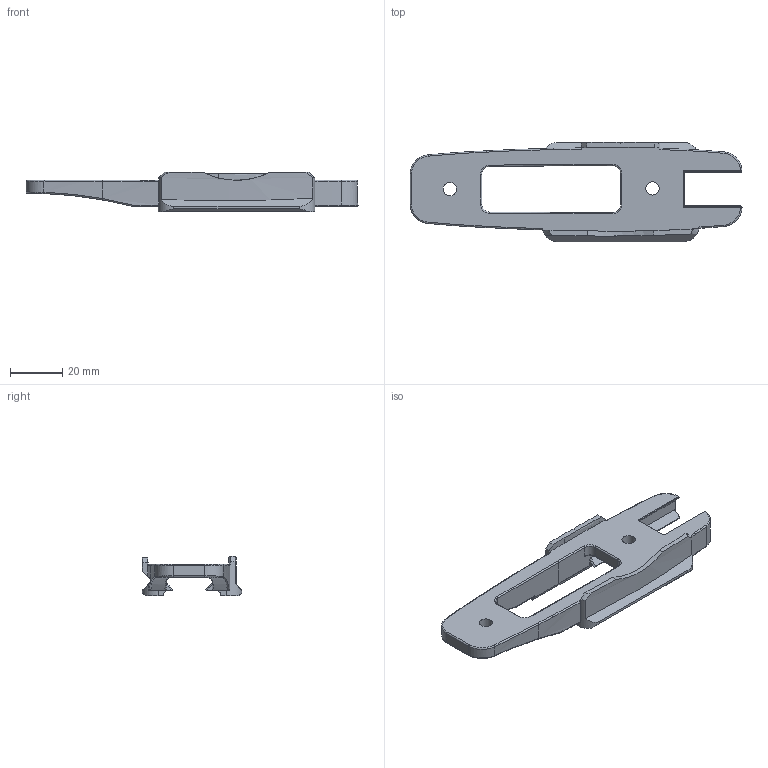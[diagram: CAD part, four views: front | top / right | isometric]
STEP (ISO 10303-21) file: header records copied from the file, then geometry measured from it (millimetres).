
FILE_DESCRIPTION(/* description */ ('PENF_baseBody'),/* implementation_level */ '2;1');
FILE_NAME(/* name */ 'baseMainBracket_PENF',/* time_stamp */ '2023-09-28T12:16:08-04:00',/* author */ ('George'),/* organization */ ('Archive 663'),/* preprocessor_version */ 'ST-DEVELOPER v16.7',/* originating_system */ 'Solid Edge',/* authorisation */ 'Unknown');
FILE_SCHEMA (('AUTOMOTIVE_DESIGN {1 0 10303 214 3 1 1}'));
Length unit declared in the file: millimetre
Products named in the file (2): PENF L-Bracket Final; Olympus PENF Arca-Swiss Base V1
Assembly tree (1 placements, depth 2):
  PENF L-Bracket Final
    Olympus PENF Arca-Swiss Base V1
Bounding box: 127.09 x 38.04 x 15 mm (x, y, z)
Volume: 22602 mm3; surface area: 11205.3 mm2
Topology: 1 solids, 1 shells, 154 faces, 421 edges, 268 vertices
Faces by surface type: plane 53, cylinder 53, torus 26, bspline 18, cone 4
Full cylindrical faces by diameter (mm): 5.105 x2
Entity records: 6301 total; most frequent: CARTESIAN_POINT 1434, ORIENTED_EDGE 834, DIRECTION 740, EDGE_CURVE 417, AXIS2_PLACEMENT_3D 288, VERTEX_POINT 266, LINE 164, VECTOR 164
